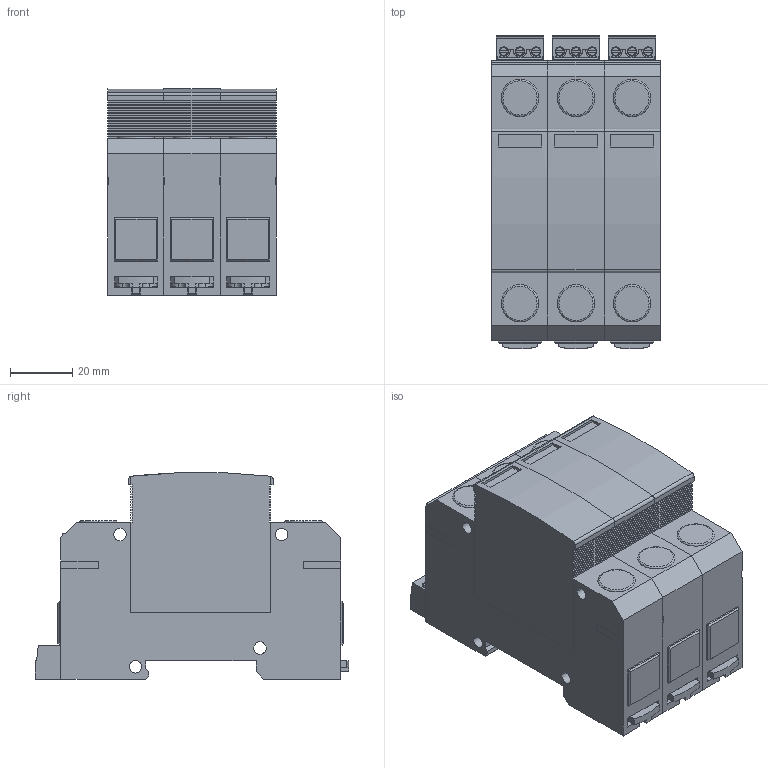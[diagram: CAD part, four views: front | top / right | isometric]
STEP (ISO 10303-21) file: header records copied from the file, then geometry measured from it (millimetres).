
FILE_DESCRIPTION (( 'STEP AP203' ), '1' );
FILE_NAME ('ﾎﾏﾂ-C_NP In 400ﾂ EKF PROxima 3P.STEP', '2016-11-11T13:37:16', ( '' ), ( '' ), 'SwSTEP 2.0', 'SolidWorks 2014', '' );
FILE_SCHEMA (( 'CONFIG_CONTROL_DESIGN' ));
Length unit declared in the file: millimetre
Products named in the file (8): ﾎﾏﾂ-CNP In 400ﾂ EKF PROxima; 櫻蠉錪2; 櫻蠉錪1; ﾎﾏﾂ-C_NP In 400ﾂ EKF PROxima 3P; 33; 5; 5-1; 5-2
Assembly tree (15 placements, depth 3):
  ﾎﾏﾂ-C_NP In 400ﾂ EKF PROxima 3P
    5
      33
    5-1
      33
    5-2
      33
    ﾎﾏﾂ-CNP In 400ﾂ EKF PROxima  x3
    櫻蠉錪2  x3
    櫻蠉錪1  x3
Bounding box: 54 x 100.9 x 66.36 mm (x, y, z)
Volume: 270543.8 mm3; surface area: 61254.4 mm2
Topology: 12 solids, 12 shells, 1197 faces, 3240 edges, 2133 vertices
Faces by surface type: plane 999, cylinder 141, bspline 27, cone 18, torus 12
Entity records: 13648 total; most frequent: CARTESIAN_POINT 2433, ORIENTED_EDGE 2160, DIRECTION 2022, EDGE_CURVE 1080, LINE 918, VECTOR 918, VERTEX_POINT 711, AXIS2_PLACEMENT_3D 552
